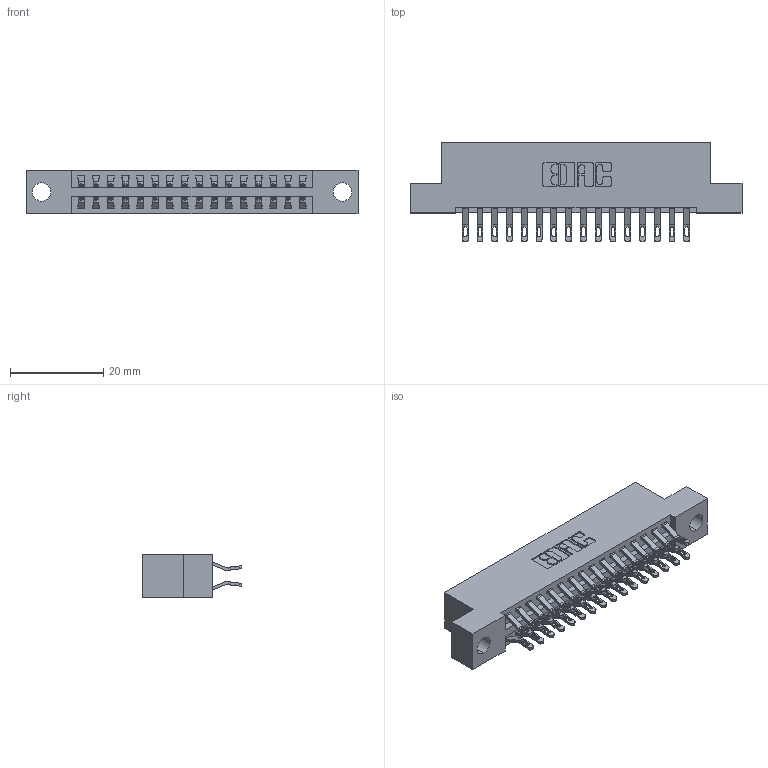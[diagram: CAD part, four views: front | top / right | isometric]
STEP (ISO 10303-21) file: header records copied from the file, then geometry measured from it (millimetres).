
FILE_DESCRIPTION (( 'STEP AP203' ), '1' );
FILE_NAME ('346-032-555-204.STEP', '2018-08-22T09:36:41', ( '' ), ( '' ), 'SwSTEP 2.0', 'SolidWorks 2016', '' );
FILE_SCHEMA (( 'CONFIG_CONTROL_DESIGN' ));
Length unit declared in the file: inch
Products named in the file (3): 346 Part_Flush Mounting Lugs - 0.156 Dia-TH; 345-292-001_555 Tail; 346-032-555-204
Assembly tree (33 placements, depth 2):
  346-032-555-204
    346 Part_Flush Mounting Lugs - 0.156 Dia-TH
    345-292-001_555 Tail  x32
Bounding box: 71.37 x 21.46 x 9.4 mm (x, y, z)
Volume: 6762.9 mm3; surface area: 9031.6 mm2
Topology: 33 solids, 33 shells, 1978 faces, 6185 edges, 4122 vertices
Faces by surface type: plane 1132, cylinder 846
Entity records: 14271 total; most frequent: CARTESIAN_POINT 2422, ORIENTED_EDGE 2326, DIRECTION 2155, EDGE_CURVE 1163, VECTOR 947, LINE 947, VERTEX_POINT 774, AXIS2_PLACEMENT_3D 604
